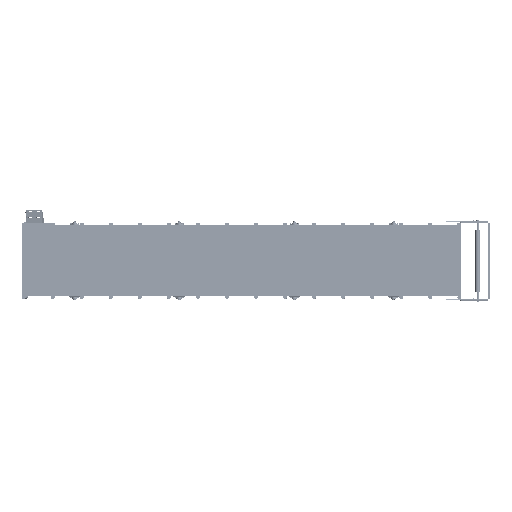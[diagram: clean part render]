
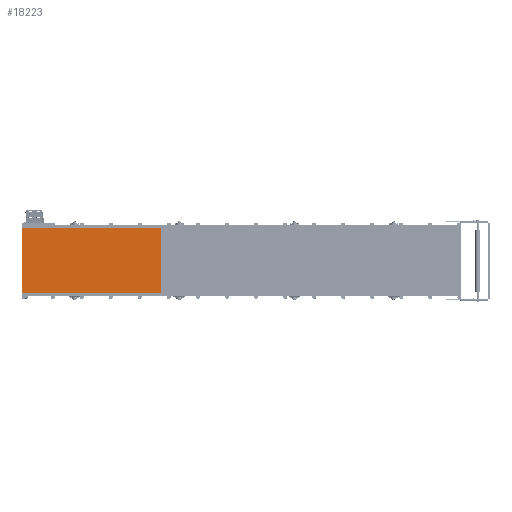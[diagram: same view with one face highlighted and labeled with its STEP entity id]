
A CAD part, top view. The second image highlights one B-rep face of the part: STEP entity #18223.
In plain terms, the highlighted face is planar.
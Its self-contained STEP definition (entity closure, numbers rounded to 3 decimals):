
#2858=FACE_OUTER_BOUND('',#3941,.T.);
#3941=EDGE_LOOP('',(#13305,#13306,#13307,#13308));
#5322=LINE('',#29584,#6836);
#5326=LINE('',#29591,#6840);
#5329=LINE('',#29597,#6843);
#5331=LINE('',#29600,#6845);
#6836=VECTOR('',#23662,10.);
#6840=VECTOR('',#23668,10.);
#6843=VECTOR('',#23673,10.);
#6845=VECTOR('',#23677,10.);
#8318=VERTEX_POINT('',#29581);
#8319=VERTEX_POINT('',#29583);
#8321=VERTEX_POINT('',#29589);
#8323=VERTEX_POINT('',#29595);
#10205=EDGE_CURVE('',#8318,#8319,#5322,.T.);
#10209=EDGE_CURVE('',#8321,#8318,#5326,.T.);
#10212=EDGE_CURVE('',#8323,#8321,#5329,.T.);
#10214=EDGE_CURVE('',#8319,#8323,#5331,.T.);
#13305=ORIENTED_EDGE('',*,*,#10214,.F.);
#13306=ORIENTED_EDGE('',*,*,#10205,.F.);
#13307=ORIENTED_EDGE('',*,*,#10209,.F.);
#13308=ORIENTED_EDGE('',*,*,#10212,.F.);
#17575=PLANE('',#20601);
#18223=ADVANCED_FACE('',(#2858),#17575,.F.);
#20601=AXIS2_PLACEMENT_3D('',#29601,#23678,#23679);
#23662=DIRECTION('',(0.,-1.,0.));
#23668=DIRECTION('',(-1.,0.,0.));
#23673=DIRECTION('',(0.,1.,0.));
#23677=DIRECTION('',(1.,0.,0.));
#23678=DIRECTION('center_axis',(0.,0.,1.));
#23679=DIRECTION('ref_axis',(1.,0.,0.));
#29581=CARTESIAN_POINT('',(0.,560.,0.));
#29583=CARTESIAN_POINT('',(0.,-560.,0.));
#29584=CARTESIAN_POINT('',(0.,560.,0.));
#29589=CARTESIAN_POINT('',(2400.,560.,0.));
#29591=CARTESIAN_POINT('',(2400.,560.,0.));
#29595=CARTESIAN_POINT('',(2400.,-560.,0.));
#29597=CARTESIAN_POINT('',(2400.,-560.,0.));
#29600=CARTESIAN_POINT('',(0.,-560.,0.));
#29601=CARTESIAN_POINT('Origin',(1200.,0.,0.));
